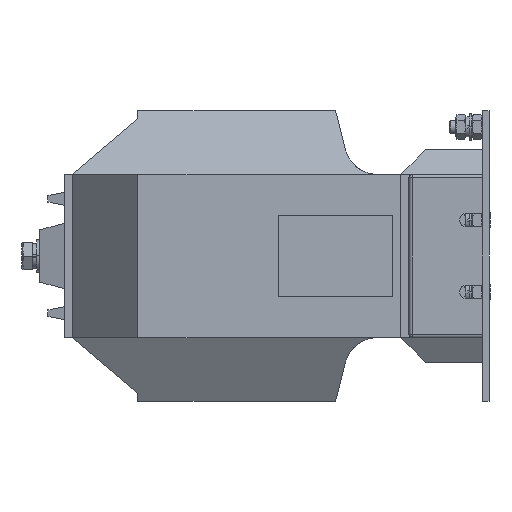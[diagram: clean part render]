
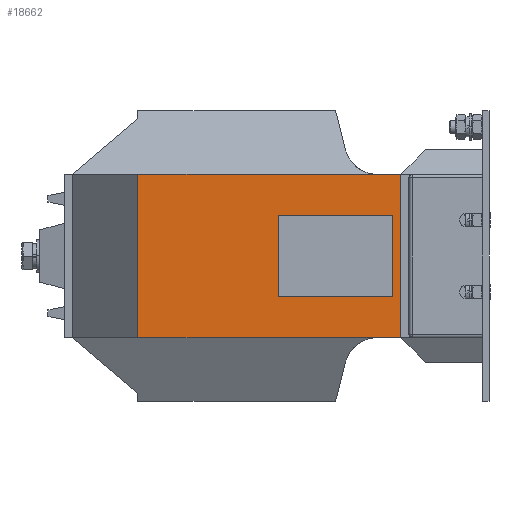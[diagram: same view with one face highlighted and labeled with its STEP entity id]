
A CAD part, left-side view. The second image highlights one B-rep face of the part: STEP entity #18662.
In plain terms, the highlighted planar face has unit normal (-1, 0, 0).
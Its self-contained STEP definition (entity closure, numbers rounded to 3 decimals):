
#419 = CARTESIAN_POINT ( 'NONE',  ( -30.106, 189.048, 364.574 ) ) ;
#702 = CARTESIAN_POINT ( 'NONE',  ( -30.106, 114.048, 389.574 ) ) ;
#2102 = LINE ( 'NONE', #15591, #39377 ) ;
#3802 = DIRECTION ( 'NONE',  ( 0., -1., 0. ) ) ;
#4072 = DIRECTION ( 'NONE',  ( 0., 0., 1. ) ) ;
#4159 = PLANE ( 'NONE',  #41313 ) ;
#4303 = CARTESIAN_POINT ( 'NONE',  ( -30.106, 189.048, 364.574 ) ) ;
#4339 = ORIENTED_EDGE ( 'NONE', *, *, #27062, .F. ) ;
#4807 = VERTEX_POINT ( 'NONE', #40379 ) ;
#4869 = CARTESIAN_POINT ( 'NONE',  ( -30.106, 189.048, 364.574 ) ) ;
#5018 = VECTOR ( 'NONE', #3802, 1000. ) ;
#6355 = ORIENTED_EDGE ( 'NONE', *, *, #11649, .T. ) ;
#6580 = CARTESIAN_POINT ( 'NONE',  ( -30.106, 320.048, 389.574 ) ) ;
#6813 = VERTEX_POINT ( 'NONE', #38952 ) ;
#7389 = CARTESIAN_POINT ( 'NONE',  ( -30.106, 320.048, 289.574 ) ) ;
#9177 = EDGE_CURVE ( 'NONE', #14810, #12702, #20694, .T. ) ;
#9723 = LINE ( 'NONE', #23332, #42349 ) ;
#11207 = DIRECTION ( 'NONE',  ( 1., 0., 0. ) ) ;
#11649 = EDGE_CURVE ( 'NONE', #19696, #30304, #9723, .T. ) ;
#11975 = VECTOR ( 'NONE', #4072, 1000. ) ;
#12296 = EDGE_CURVE ( 'NONE', #4807, #19696, #37719, .T. ) ;
#12702 = VERTEX_POINT ( 'NONE', #18572 ) ;
#14273 = ORIENTED_EDGE ( 'NONE', *, *, #34858, .F. ) ;
#14810 = VERTEX_POINT ( 'NONE', #37305 ) ;
#15591 = CARTESIAN_POINT ( 'NONE',  ( -30.106, 119.048, 364.574 ) ) ;
#17719 = CARTESIAN_POINT ( 'NONE',  ( -30.106, 119.048, 364.574 ) ) ;
#17850 = DIRECTION ( 'NONE',  ( 0., 1., 0. ) ) ;
#18424 = DIRECTION ( 'NONE',  ( 0., 0., -1. ) ) ;
#18572 = CARTESIAN_POINT ( 'NONE',  ( -30.106, 119.048, 314.574 ) ) ;
#18662 = ADVANCED_FACE ( 'NONE', ( #21055, #34472 ), #4159, .F. ) ;
#19696 = VERTEX_POINT ( 'NONE', #35406 ) ;
#20021 = EDGE_CURVE ( 'NONE', #4807, #6813, #20971, .T. ) ;
#20164 = DIRECTION ( 'NONE',  ( 0., -1., 0. ) ) ;
#20694 = LINE ( 'NONE', #34110, #5018 ) ;
#20817 = VERTEX_POINT ( 'NONE', #17719 ) ;
#20971 = LINE ( 'NONE', #34381, #11975 ) ;
#21001 = DIRECTION ( 'NONE',  ( 0., -1., 0. ) ) ;
#21055 = FACE_OUTER_BOUND ( 'NONE', #24541, .T. ) ;
#23332 = CARTESIAN_POINT ( 'NONE',  ( -30.106, 114.048, 250.574 ) ) ;
#23571 = EDGE_CURVE ( 'NONE', #20817, #33334, #34611, .T. ) ;
#24541 = EDGE_LOOP ( 'NONE', ( #30422, #6355, #14273, #26769 ) ) ;
#24773 = DIRECTION ( 'NONE',  ( 0., 0., -1. ) ) ;
#26548 = VECTOR ( 'NONE', #17850, 1000. ) ;
#26769 = ORIENTED_EDGE ( 'NONE', *, *, #20021, .F. ) ;
#27062 = EDGE_CURVE ( 'NONE', #12702, #20817, #2102, .T. ) ;
#29135 = DIRECTION ( 'NONE',  ( 0., 0., 1. ) ) ;
#29852 = VECTOR ( 'NONE', #20164, 1000. ) ;
#30304 = VERTEX_POINT ( 'NONE', #702 ) ;
#30422 = ORIENTED_EDGE ( 'NONE', *, *, #12296, .T. ) ;
#33023 = ORIENTED_EDGE ( 'NONE', *, *, #23571, .F. ) ;
#33334 = VERTEX_POINT ( 'NONE', #419 ) ;
#34110 = CARTESIAN_POINT ( 'NONE',  ( -30.106, 189.048, 314.574 ) ) ;
#34381 = CARTESIAN_POINT ( 'NONE',  ( -30.106, 275.048, 250.574 ) ) ;
#34472 = FACE_BOUND ( 'NONE', #34895, .T. ) ;
#34611 = LINE ( 'NONE', #4303, #26548 ) ;
#34712 = ORIENTED_EDGE ( 'NONE', *, *, #9177, .F. ) ;
#34858 = EDGE_CURVE ( 'NONE', #6813, #30304, #36909, .T. ) ;
#34895 = EDGE_LOOP ( 'NONE', ( #34712, #39569, #33023, #4339 ) ) ;
#35207 = LINE ( 'NONE', #4869, #35828 ) ;
#35406 = CARTESIAN_POINT ( 'NONE',  ( -30.106, 114.048, 289.574 ) ) ;
#35828 = VECTOR ( 'NONE', #18424, 1000. ) ;
#36748 = DIRECTION ( 'NONE',  ( 0., 0., 1. ) ) ;
#36909 = LINE ( 'NONE', #6580, #29852 ) ;
#37305 = CARTESIAN_POINT ( 'NONE',  ( -30.106, 189.048, 314.574 ) ) ;
#37719 = LINE ( 'NONE', #7389, #40319 ) ;
#38952 = CARTESIAN_POINT ( 'NONE',  ( -30.106, 275.048, 389.574 ) ) ;
#39377 = VECTOR ( 'NONE', #29135, 1000. ) ;
#39569 = ORIENTED_EDGE ( 'NONE', *, *, #41531, .F. ) ;
#40319 = VECTOR ( 'NONE', #21001, 1000. ) ;
#40379 = CARTESIAN_POINT ( 'NONE',  ( -30.106, 275.048, 289.574 ) ) ;
#41313 = AXIS2_PLACEMENT_3D ( 'NONE', #41499, #11207, #24773 ) ;
#41499 = CARTESIAN_POINT ( 'NONE',  ( -30.106, 320.048, 289.574 ) ) ;
#41531 = EDGE_CURVE ( 'NONE', #33334, #14810, #35207, .T. ) ;
#42349 = VECTOR ( 'NONE', #36748, 1000. ) ;
